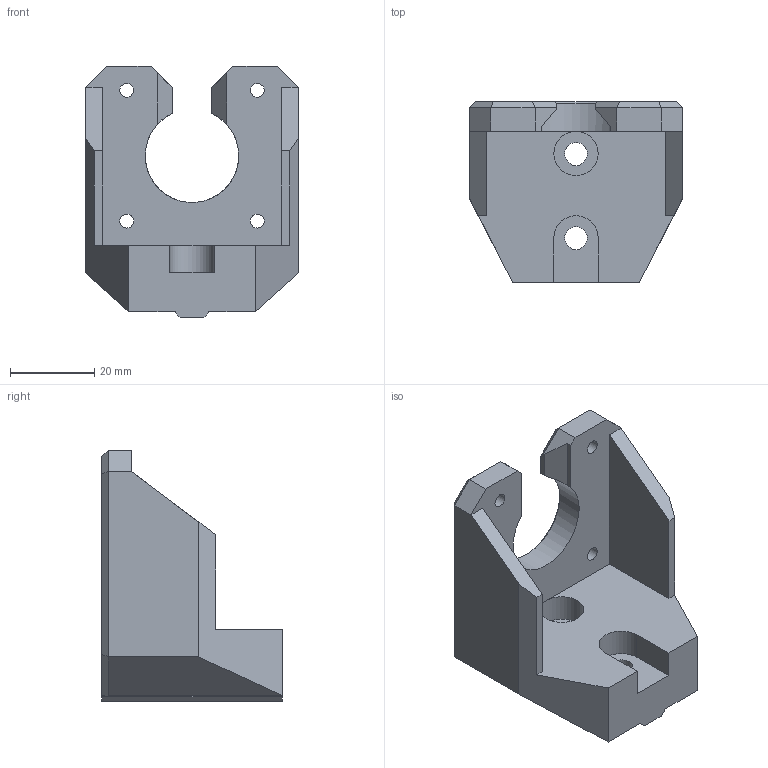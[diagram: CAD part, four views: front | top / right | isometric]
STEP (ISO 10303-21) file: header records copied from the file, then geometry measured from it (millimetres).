
FILE_DESCRIPTION(/* description */ (''),/* implementation_level */ '2;1');
FILE_NAME(/* name */ 'z-axis_motor_mount_x2.step',/* time_stamp */ '2020-09-13T15:31:16+07:00',/* author */ (''),/* organization */ (''),/* preprocessor_version */ 'ST-DEVELOPER v18.1',/* originating_system */ 'Autodesk Translation Framework v9.3.0.1241',/* authorisation */ '');
FILE_SCHEMA (('AUTOMOTIVE_DESIGN { 1 0 10303 214 3 1 1 }'));
Length unit declared in the file: millimetre
Products named in the file (2): Z-Motor Mount (2); Z-Motor Mount
Assembly tree (1 placements, depth 2):
  Z-Motor Mount (2)
    Z-Motor Mount
Bounding box: 50.45 x 42.8 x 59.6 mm (x, y, z)
Volume: 41569.3 mm3; surface area: 13318.6 mm2
Topology: 1 solids, 1 shells, 71 faces, 188 edges, 119 vertices
Faces by surface type: plane 57, cylinder 9, cone 5
Full cylindrical faces by diameter (mm): 3.3 x4, 10.5 x1
Entity records: 2238 total; most frequent: CARTESIAN_POINT 385, ORIENTED_EDGE 376, DIRECTION 360, EDGE_CURVE 188, LINE 160, VECTOR 160, VERTEX_POINT 119, AXIS2_PLACEMENT_3D 100
